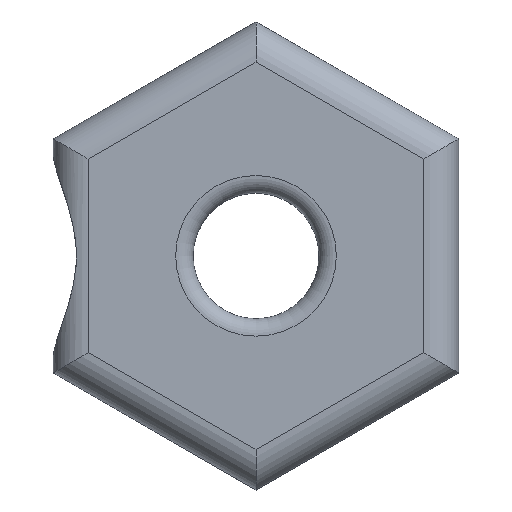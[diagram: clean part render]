
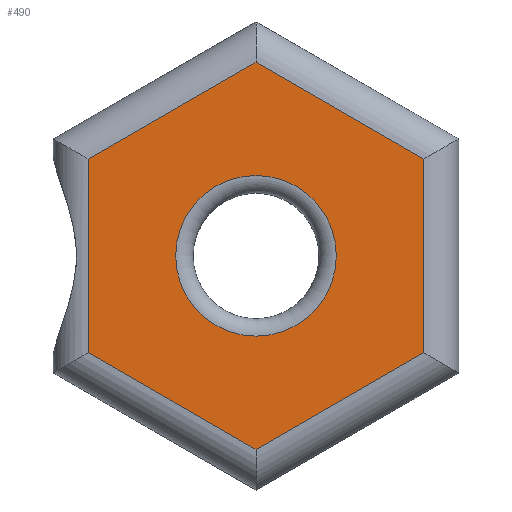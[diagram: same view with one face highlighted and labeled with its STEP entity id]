
A CAD part, top view. The second image highlights one B-rep face of the part: STEP entity #490.
In plain terms, the highlighted planar face has unit normal (0, 0, 1).
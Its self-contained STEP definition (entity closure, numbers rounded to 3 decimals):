
#32=PLANE('',#541);
#46=FACE_BOUND('',#180,.T.);
#60=LINE('',#809,#99);
#61=LINE('',#811,#100);
#62=LINE('',#813,#101);
#63=LINE('',#815,#102);
#64=LINE('',#817,#103);
#65=LINE('',#818,#104);
#99=VECTOR('',#622,10.);
#100=VECTOR('',#623,10.);
#101=VECTOR('',#624,10.);
#102=VECTOR('',#625,10.);
#103=VECTOR('',#626,10.);
#104=VECTOR('',#627,10.);
#147=FACE_OUTER_BOUND('',#179,.T.);
#179=EDGE_LOOP('',(#363,#364,#365,#366,#367,#368));
#180=EDGE_LOOP('',(#369));
#212=CIRCLE('',#540,2.3);
#235=VERTEX_POINT('',#803);
#236=VERTEX_POINT('',#807);
#237=VERTEX_POINT('',#808);
#238=VERTEX_POINT('',#810);
#239=VERTEX_POINT('',#812);
#240=VERTEX_POINT('',#814);
#241=VERTEX_POINT('',#816);
#282=EDGE_CURVE('',#235,#235,#212,.T.);
#283=EDGE_CURVE('',#236,#237,#60,.T.);
#284=EDGE_CURVE('',#238,#236,#61,.T.);
#285=EDGE_CURVE('',#239,#238,#62,.T.);
#286=EDGE_CURVE('',#240,#239,#63,.T.);
#287=EDGE_CURVE('',#241,#240,#64,.T.);
#288=EDGE_CURVE('',#237,#241,#65,.T.);
#363=ORIENTED_EDGE('',*,*,#283,.F.);
#364=ORIENTED_EDGE('',*,*,#284,.F.);
#365=ORIENTED_EDGE('',*,*,#285,.F.);
#366=ORIENTED_EDGE('',*,*,#286,.F.);
#367=ORIENTED_EDGE('',*,*,#287,.F.);
#368=ORIENTED_EDGE('',*,*,#288,.F.);
#369=ORIENTED_EDGE('',*,*,#282,.F.);
#490=ADVANCED_FACE('',(#147,#46),#32,.T.);
#540=AXIS2_PLACEMENT_3D('',#805,#618,#619);
#541=AXIS2_PLACEMENT_3D('',#806,#620,#621);
#618=DIRECTION('center_axis',(0.,0.,1.));
#619=DIRECTION('ref_axis',(-1.,0.,0.));
#620=DIRECTION('center_axis',(0.,0.,1.));
#621=DIRECTION('ref_axis',(1.,0.,0.));
#622=DIRECTION('',(-0.866,-0.5,0.));
#623=DIRECTION('',(0.,-1.,0.));
#624=DIRECTION('',(0.866,-0.5,0.));
#625=DIRECTION('',(0.866,0.5,0.));
#626=DIRECTION('',(0.,1.,0.));
#627=DIRECTION('',(-0.866,0.5,0.));
#803=CARTESIAN_POINT('',(-2.3,0.,2.75));
#805=CARTESIAN_POINT('Origin',(0.,0.,2.75));
#806=CARTESIAN_POINT('Origin',(0.,0.,2.75));
#807=CARTESIAN_POINT('',(4.8,-2.771,2.75));
#808=CARTESIAN_POINT('',(0.,-5.543,2.75));
#809=CARTESIAN_POINT('',(0.95,-4.994,2.75));
#810=CARTESIAN_POINT('',(4.8,2.771,2.75));
#811=CARTESIAN_POINT('',(4.8,-1.674,2.75));
#812=CARTESIAN_POINT('',(0.,5.543,2.75));
#813=CARTESIAN_POINT('',(3.85,3.32,2.75));
#814=CARTESIAN_POINT('',(-4.8,2.771,2.75));
#815=CARTESIAN_POINT('',(-0.95,4.994,2.75));
#816=CARTESIAN_POINT('',(-4.8,-2.771,2.75));
#817=CARTESIAN_POINT('',(-4.8,1.674,2.75));
#818=CARTESIAN_POINT('',(-3.85,-3.32,2.75));
